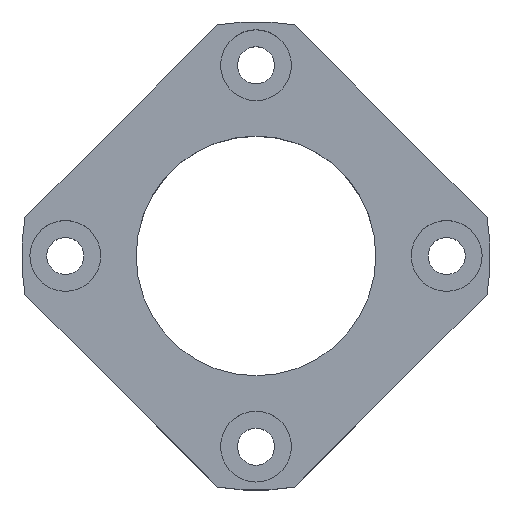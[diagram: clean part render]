
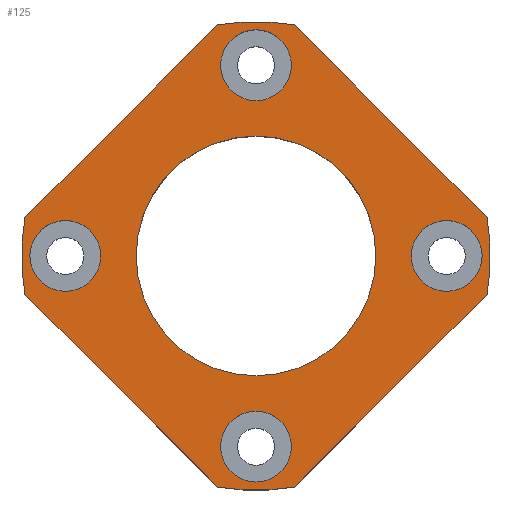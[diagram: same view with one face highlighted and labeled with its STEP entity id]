
A CAD part, top view. The second image highlights one B-rep face of the part: STEP entity #125.
In plain terms, the highlighted planar face has unit normal (0, 0, 1).
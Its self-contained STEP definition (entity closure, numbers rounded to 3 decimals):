
#3 = CARTESIAN_POINT ( 'NONE',  ( 0., -17.5, 0. ) ) ;
#11 = DIRECTION ( 'NONE',  ( -0.707, -0.707, 0. ) ) ;
#13 = EDGE_CURVE ( 'NONE', #275, #330, #443, .T. ) ;
#16 = DIRECTION ( 'NONE',  ( 0., 0., 1. ) ) ;
#25 = FACE_BOUND ( 'NONE', #224, .T. ) ;
#28 = DIRECTION ( 'NONE',  ( 0., -1., 0. ) ) ;
#29 = CARTESIAN_POINT ( 'NONE',  ( 20.75, 0., 0. ) ) ;
#39 = EDGE_CURVE ( 'NONE', #495, #495, #357, .T. ) ;
#40 = DIRECTION ( 'NONE',  ( 0.707, 0.707, 0. ) ) ;
#60 = FACE_OUTER_BOUND ( 'NONE', #621, .T. ) ;
#65 = VECTOR ( 'NONE', #11, 1000. ) ;
#88 = CARTESIAN_POINT ( 'NONE',  ( -3.543, 21.206, 0. ) ) ;
#91 = CARTESIAN_POINT ( 'NONE',  ( 0., 0., 0. ) ) ;
#102 = DIRECTION ( 'NONE',  ( 0., 0., 1. ) ) ;
#104 = VERTEX_POINT ( 'NONE', #29 ) ;
#110 = ORIENTED_EDGE ( 'NONE', *, *, #509, .T. ) ;
#115 = CARTESIAN_POINT ( 'NONE',  ( 21.206, -3.543, 0. ) ) ;
#118 = ORIENTED_EDGE ( 'NONE', *, *, #654, .F. ) ;
#120 = AXIS2_PLACEMENT_3D ( 'NONE', #91, #16, #721 ) ;
#125 = ADVANCED_FACE ( 'NONE', ( #531, #631, #726, #754, #25, #60 ), #750, .F. ) ;
#139 = AXIS2_PLACEMENT_3D ( 'NONE', #645, #489, #408 ) ;
#150 = VERTEX_POINT ( 'NONE', #193 ) ;
#162 = CIRCLE ( 'NONE', #637, 21.5 ) ;
#163 = CARTESIAN_POINT ( 'NONE',  ( -14.25, 0., 0. ) ) ;
#165 = CIRCLE ( 'NONE', #698, 3.25 ) ;
#166 = LINE ( 'NONE', #88, #65 ) ;
#176 = VERTEX_POINT ( 'NONE', #650 ) ;
#179 = ORIENTED_EDGE ( 'NONE', *, *, #13, .T. ) ;
#180 = CARTESIAN_POINT ( 'NONE',  ( 0., 0., 0. ) ) ;
#192 = ORIENTED_EDGE ( 'NONE', *, *, #473, .T. ) ;
#193 = CARTESIAN_POINT ( 'NONE',  ( 21.206, 3.543, 0. ) ) ;
#195 = LINE ( 'NONE', #115, #442 ) ;
#201 = VECTOR ( 'NONE', #624, 1000. ) ;
#205 = EDGE_CURVE ( 'NONE', #758, #758, #713, .T. ) ;
#211 = ORIENTED_EDGE ( 'NONE', *, *, #704, .T. ) ;
#224 = EDGE_LOOP ( 'NONE', ( #270 ) ) ;
#239 = ORIENTED_EDGE ( 'NONE', *, *, #478, .T. ) ;
#243 = VERTEX_POINT ( 'NONE', #163 ) ;
#248 = VECTOR ( 'NONE', #386, 1000. ) ;
#265 = CARTESIAN_POINT ( 'NONE',  ( -3.543, 21.206, 0. ) ) ;
#270 = ORIENTED_EDGE ( 'NONE', *, *, #39, .F. ) ;
#272 = CARTESIAN_POINT ( 'NONE',  ( 21.206, -3.543, 0. ) ) ;
#275 = VERTEX_POINT ( 'NONE', #743 ) ;
#282 = CARTESIAN_POINT ( 'NONE',  ( -21.206, 3.543, 0. ) ) ;
#288 = EDGE_CURVE ( 'NONE', #589, #720, #162, .T. ) ;
#294 = CIRCLE ( 'NONE', #139, 21.5 ) ;
#300 = EDGE_LOOP ( 'NONE', ( #732 ) ) ;
#301 = DIRECTION ( 'NONE',  ( 1., 0., 0. ) ) ;
#309 = AXIS2_PLACEMENT_3D ( 'NONE', #470, #390, #301 ) ;
#330 = VERTEX_POINT ( 'NONE', #479 ) ;
#337 = ORIENTED_EDGE ( 'NONE', *, *, #622, .F. ) ;
#347 = AXIS2_PLACEMENT_3D ( 'NONE', #722, #646, #567 ) ;
#357 = CIRCLE ( 'NONE', #347, 11. ) ;
#378 = AXIS2_PLACEMENT_3D ( 'NONE', #752, #685, #611 ) ;
#384 = EDGE_CURVE ( 'NONE', #392, #150, #602, .T. ) ;
#386 = DIRECTION ( 'NONE',  ( 0.707, -0.707, 0. ) ) ;
#390 = DIRECTION ( 'NONE',  ( 0., 0., 1. ) ) ;
#392 = VERTEX_POINT ( 'NONE', #272 ) ;
#397 = AXIS2_PLACEMENT_3D ( 'NONE', #3, #706, #632 ) ;
#407 = ORIENTED_EDGE ( 'NONE', *, *, #384, .T. ) ;
#408 = DIRECTION ( 'NONE',  ( 0., -1., 0. ) ) ;
#419 = EDGE_CURVE ( 'NONE', #720, #697, #166, .T. ) ;
#425 = CARTESIAN_POINT ( 'NONE',  ( -21.206, -3.543, 0. ) ) ;
#431 = CARTESIAN_POINT ( 'NONE',  ( 3.543, 21.206, 0. ) ) ;
#442 = VECTOR ( 'NONE', #40, 1000. ) ;
#443 = LINE ( 'NONE', #425, #248 ) ;
#455 = ORIENTED_EDGE ( 'NONE', *, *, #288, .T. ) ;
#470 = CARTESIAN_POINT ( 'NONE',  ( 0., 17.5, 0. ) ) ;
#473 = EDGE_CURVE ( 'NONE', #697, #275, #715, .T. ) ;
#478 = EDGE_CURVE ( 'NONE', #330, #176, #294, .T. ) ;
#479 = CARTESIAN_POINT ( 'NONE',  ( -3.543, -21.206, 0. ) ) ;
#489 = DIRECTION ( 'NONE',  ( 0., 0., 1. ) ) ;
#492 = DIRECTION ( 'NONE',  ( 1., 0., 0. ) ) ;
#495 = VERTEX_POINT ( 'NONE', #556 ) ;
#501 = CARTESIAN_POINT ( 'NONE',  ( 3.25, 17.5, 0. ) ) ;
#509 = EDGE_CURVE ( 'NONE', #150, #589, #766, .T. ) ;
#511 = EDGE_LOOP ( 'NONE', ( #337 ) ) ;
#514 = CIRCLE ( 'NONE', #378, 3.25 ) ;
#530 = DIRECTION ( 'NONE',  ( 0., 1., 0. ) ) ;
#531 = FACE_BOUND ( 'NONE', #552, .T. ) ;
#537 = AXIS2_PLACEMENT_3D ( 'NONE', #746, #676, #601 ) ;
#551 = AXIS2_PLACEMENT_3D ( 'NONE', #683, #608, #530 ) ;
#552 = EDGE_LOOP ( 'NONE', ( #568 ) ) ;
#556 = CARTESIAN_POINT ( 'NONE',  ( 11., 0., 0. ) ) ;
#567 = DIRECTION ( 'NONE',  ( 1., 0., 0. ) ) ;
#568 = ORIENTED_EDGE ( 'NONE', *, *, #680, .F. ) ;
#569 = DIRECTION ( 'NONE',  ( 0., 0., 1. ) ) ;
#578 = VERTEX_POINT ( 'NONE', #501 ) ;
#589 = VERTEX_POINT ( 'NONE', #431 ) ;
#601 = DIRECTION ( 'NONE',  ( 0., -1., 0. ) ) ;
#602 = CIRCLE ( 'NONE', #537, 21.5 ) ;
#608 = DIRECTION ( 'NONE',  ( 0., 0., -1. ) ) ;
#610 = ORIENTED_EDGE ( 'NONE', *, *, #419, .T. ) ;
#611 = DIRECTION ( 'NONE',  ( 1., 0., 0. ) ) ;
#612 = EDGE_LOOP ( 'NONE', ( #118 ) ) ;
#621 = EDGE_LOOP ( 'NONE', ( #110, #455, #610, #192, #179, #239, #211, #407 ) ) ;
#622 = EDGE_CURVE ( 'NONE', #104, #104, #165, .T. ) ;
#624 = DIRECTION ( 'NONE',  ( -0.707, 0.707, 0. ) ) ;
#631 = FACE_BOUND ( 'NONE', #612, .T. ) ;
#632 = DIRECTION ( 'NONE',  ( 1., 0., 0. ) ) ;
#637 = AXIS2_PLACEMENT_3D ( 'NONE', #180, #102, #28 ) ;
#645 = CARTESIAN_POINT ( 'NONE',  ( 0., 0., 0. ) ) ;
#646 = DIRECTION ( 'NONE',  ( 0., 0., 1. ) ) ;
#648 = CARTESIAN_POINT ( 'NONE',  ( 17.5, 0., 0. ) ) ;
#650 = CARTESIAN_POINT ( 'NONE',  ( 3.543, -21.206, 0. ) ) ;
#654 = EDGE_CURVE ( 'NONE', #578, #578, #684, .T. ) ;
#676 = DIRECTION ( 'NONE',  ( 0., 0., 1. ) ) ;
#680 = EDGE_CURVE ( 'NONE', #243, #243, #514, .T. ) ;
#683 = CARTESIAN_POINT ( 'NONE',  ( 0., 21.5, 0. ) ) ;
#684 = CIRCLE ( 'NONE', #309, 3.25 ) ;
#685 = DIRECTION ( 'NONE',  ( 0., 0., 1. ) ) ;
#692 = CARTESIAN_POINT ( 'NONE',  ( 3.25, -17.5, 0. ) ) ;
#697 = VERTEX_POINT ( 'NONE', #282 ) ;
#698 = AXIS2_PLACEMENT_3D ( 'NONE', #648, #569, #492 ) ;
#699 = CARTESIAN_POINT ( 'NONE',  ( 3.543, 21.206, 0. ) ) ;
#704 = EDGE_CURVE ( 'NONE', #176, #392, #195, .T. ) ;
#706 = DIRECTION ( 'NONE',  ( 0., 0., 1. ) ) ;
#713 = CIRCLE ( 'NONE', #397, 3.25 ) ;
#715 = CIRCLE ( 'NONE', #120, 21.5 ) ;
#720 = VERTEX_POINT ( 'NONE', #265 ) ;
#721 = DIRECTION ( 'NONE',  ( 0., -1., 0. ) ) ;
#722 = CARTESIAN_POINT ( 'NONE',  ( 0., 0., 0. ) ) ;
#726 = FACE_BOUND ( 'NONE', #511, .T. ) ;
#732 = ORIENTED_EDGE ( 'NONE', *, *, #205, .F. ) ;
#743 = CARTESIAN_POINT ( 'NONE',  ( -21.206, -3.543, 0. ) ) ;
#746 = CARTESIAN_POINT ( 'NONE',  ( 0., 0., 0. ) ) ;
#750 = PLANE ( 'NONE',  #551 ) ;
#752 = CARTESIAN_POINT ( 'NONE',  ( -17.5, 0., 0. ) ) ;
#754 = FACE_BOUND ( 'NONE', #300, .T. ) ;
#758 = VERTEX_POINT ( 'NONE', #692 ) ;
#766 = LINE ( 'NONE', #699, #201 ) ;
